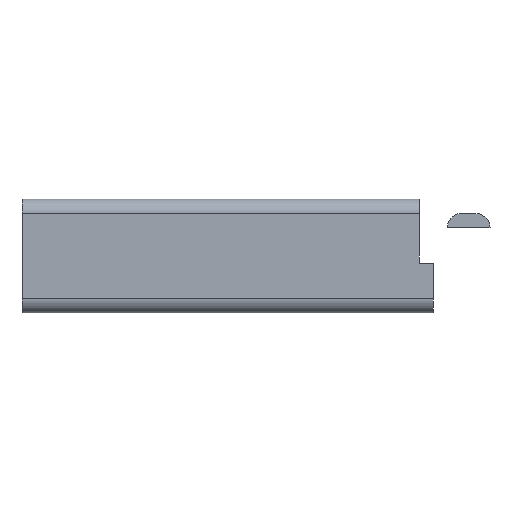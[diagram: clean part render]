
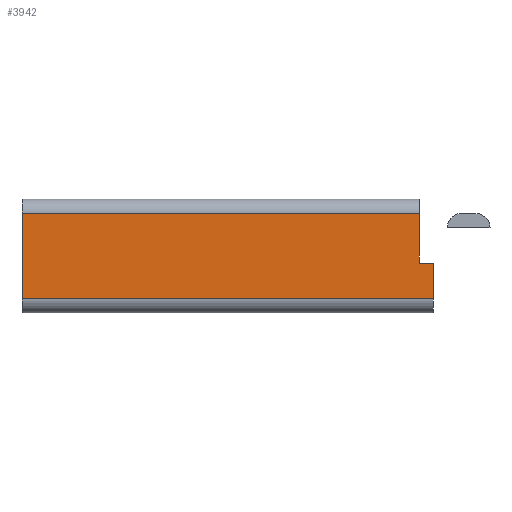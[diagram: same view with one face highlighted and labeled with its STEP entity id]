
A CAD part, front view. The second image highlights one B-rep face of the part: STEP entity #3942.
In plain terms, the highlighted planar face has unit normal (0, -1, 0).
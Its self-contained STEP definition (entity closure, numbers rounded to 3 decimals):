
#127 = ORIENTED_EDGE ( 'NONE', *, *, #1383, .T. ) ;
#163 = EDGE_CURVE ( 'NONE', #5311, #5566, #1316, .T. ) ;
#185 = EDGE_CURVE ( 'NONE', #3713, #734, #5900, .T. ) ;
#225 = VERTEX_POINT ( 'NONE', #1801 ) ;
#278 = DIRECTION ( 'NONE',  ( 0., 0., 1. ) ) ;
#343 = VERTEX_POINT ( 'NONE', #2265 ) ;
#501 = CARTESIAN_POINT ( 'NONE',  ( 0., 1., -0.25 ) ) ;
#512 = DIRECTION ( 'NONE',  ( 1., 0., 0. ) ) ;
#707 = LINE ( 'NONE', #4422, #5128 ) ;
#720 = CARTESIAN_POINT ( 'NONE',  ( 2., 1., -2. ) ) ;
#734 = VERTEX_POINT ( 'NONE', #1690 ) ;
#775 = EDGE_CURVE ( 'NONE', #343, #734, #5715, .T. ) ;
#916 = AXIS2_PLACEMENT_3D ( 'NONE', #720, #3063, #278 ) ;
#986 = EDGE_CURVE ( 'NONE', #225, #343, #707, .T. ) ;
#1131 = DIRECTION ( 'NONE',  ( 0., 0., 1. ) ) ;
#1141 = CARTESIAN_POINT ( 'NONE',  ( -14.5, 1., -1.5 ) ) ;
#1316 = LINE ( 'NONE', #3631, #1675 ) ;
#1383 = EDGE_CURVE ( 'NONE', #3713, #5311, #5401, .T. ) ;
#1385 = CARTESIAN_POINT ( 'NONE',  ( 2., 1., 1.5 ) ) ;
#1490 = ORIENTED_EDGE ( 'NONE', *, *, #3299, .F. ) ;
#1675 = VECTOR ( 'NONE', #4119, 1000. ) ;
#1690 = CARTESIAN_POINT ( 'NONE',  ( -14.5, 1., 1.5 ) ) ;
#1801 = CARTESIAN_POINT ( 'NONE',  ( -0.5, 1., -0.25 ) ) ;
#1885 = ORIENTED_EDGE ( 'NONE', *, *, #986, .T. ) ;
#2149 = PLANE ( 'NONE',  #916 ) ;
#2265 = CARTESIAN_POINT ( 'NONE',  ( -0.5, 1., 1.5 ) ) ;
#2834 = VECTOR ( 'NONE', #4350, 1000. ) ;
#2952 = CARTESIAN_POINT ( 'NONE',  ( 0., 1., -1.5 ) ) ;
#2974 = CARTESIAN_POINT ( 'NONE',  ( -0.5, 1., -0.25 ) ) ;
#3063 = DIRECTION ( 'NONE',  ( 0., 1., 0. ) ) ;
#3087 = VECTOR ( 'NONE', #512, 1000. ) ;
#3299 = EDGE_CURVE ( 'NONE', #225, #5566, #4897, .T. ) ;
#3306 = CARTESIAN_POINT ( 'NONE',  ( 2., 1., -1.5 ) ) ;
#3631 = CARTESIAN_POINT ( 'NONE',  ( 0., 1., -2. ) ) ;
#3713 = VERTEX_POINT ( 'NONE', #1141 ) ;
#3935 = ORIENTED_EDGE ( 'NONE', *, *, #185, .F. ) ;
#3942 = ADVANCED_FACE ( 'NONE', ( #4888 ), #2149, .F. ) ;
#4119 = DIRECTION ( 'NONE',  ( 0., 0., 1. ) ) ;
#4144 = CARTESIAN_POINT ( 'NONE',  ( -14.5, 1., -2. ) ) ;
#4241 = VECTOR ( 'NONE', #5649, 1000. ) ;
#4350 = DIRECTION ( 'NONE',  ( 1., 0., 0. ) ) ;
#4422 = CARTESIAN_POINT ( 'NONE',  ( -0.5, 1., -2. ) ) ;
#4826 = EDGE_LOOP ( 'NONE', ( #127, #5004, #1490, #1885, #6108, #3935 ) ) ;
#4874 = VECTOR ( 'NONE', #5584, 1000. ) ;
#4888 = FACE_OUTER_BOUND ( 'NONE', #4826, .T. ) ;
#4897 = LINE ( 'NONE', #2974, #2834 ) ;
#5004 = ORIENTED_EDGE ( 'NONE', *, *, #163, .T. ) ;
#5128 = VECTOR ( 'NONE', #1131, 1000. ) ;
#5311 = VERTEX_POINT ( 'NONE', #2952 ) ;
#5401 = LINE ( 'NONE', #3306, #3087 ) ;
#5566 = VERTEX_POINT ( 'NONE', #501 ) ;
#5584 = DIRECTION ( 'NONE',  ( 0., 0., 1. ) ) ;
#5649 = DIRECTION ( 'NONE',  ( -1., 0., 0. ) ) ;
#5715 = LINE ( 'NONE', #1385, #4241 ) ;
#5900 = LINE ( 'NONE', #4144, #4874 ) ;
#6108 = ORIENTED_EDGE ( 'NONE', *, *, #775, .T. ) ;
